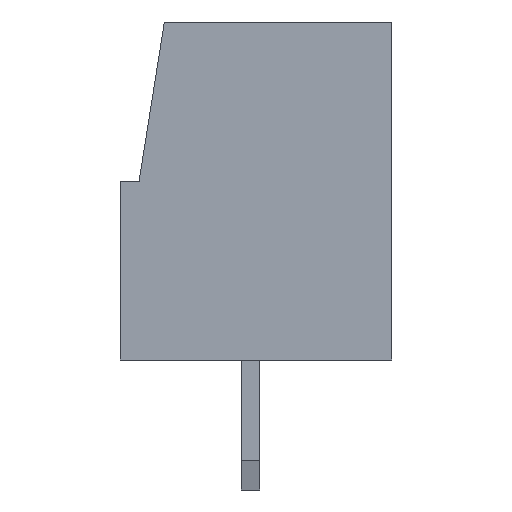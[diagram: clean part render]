
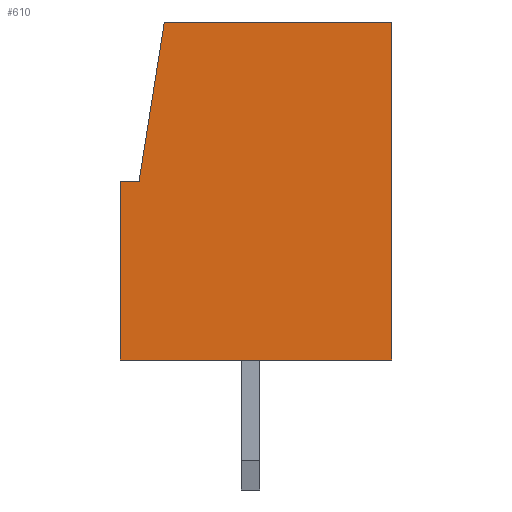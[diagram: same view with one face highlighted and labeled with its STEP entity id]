
A CAD part, left-side view. The second image highlights one B-rep face of the part: STEP entity #610.
In plain terms, the highlighted planar face has unit normal (-1, 0, 0).
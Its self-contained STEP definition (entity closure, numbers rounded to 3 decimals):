
#610 = ADVANCED_FACE( '', ( #1278 ), #1279, .F. );
#1278 = FACE_OUTER_BOUND( '', #2043, .T. );
#1279 = PLANE( '', #2044 );
#2043 = EDGE_LOOP( '', ( #3425, #3426, #3427, #3428, #3429, #3430 ) );
#2044 = AXIS2_PLACEMENT_3D( '', #3431, #3432, #3433 );
#3425 = ORIENTED_EDGE( '', *, *, #5308, .T. );
#3426 = ORIENTED_EDGE( '', *, *, #4938, .T. );
#3427 = ORIENTED_EDGE( '', *, *, #4878, .T. );
#3428 = ORIENTED_EDGE( '', *, *, #5309, .T. );
#3429 = ORIENTED_EDGE( '', *, *, #5310, .T. );
#3430 = ORIENTED_EDGE( '', *, *, #5047, .T. );
#3431 = CARTESIAN_POINT( '', ( -1.905, -8.03, -3.632 ) );
#3432 = DIRECTION( '', ( 1., 0., 0. ) );
#3433 = DIRECTION( '', ( 0., 0., 1. ) );
#4878 = EDGE_CURVE( '', #5870, #5871, #5872, .T. );
#4938 = EDGE_CURVE( '', #5964, #5870, #5976, .T. );
#5047 = EDGE_CURVE( '', #6158, #6159, #6160, .T. );
#5308 = EDGE_CURVE( '', #6159, #5964, #6563, .T. );
#5309 = EDGE_CURVE( '', #5871, #6564, #6565, .T. );
#5310 = EDGE_CURVE( '', #6564, #6158, #6566, .T. );
#5870 = VERTEX_POINT( '', #7302 );
#5871 = VERTEX_POINT( '', #7303 );
#5872 = LINE( '', #7304, #7305 );
#5964 = VERTEX_POINT( '', #7437 );
#5976 = LINE( '', #7454, #7455 );
#6158 = VERTEX_POINT( '', #7713 );
#6159 = VERTEX_POINT( '', #7714 );
#6160 = LINE( '', #7715, #7716 );
#6563 = LINE( '', #8326, #8327 );
#6564 = VERTEX_POINT( '', #8328 );
#6565 = LINE( '', #8329, #8330 );
#6566 = LINE( '', #8331, #8332 );
#7302 = CARTESIAN_POINT( '', ( -1.905, -1.181, 9.1 ) );
#7303 = CARTESIAN_POINT( '', ( -1.905, -0.5, 4.8 ) );
#7304 = CARTESIAN_POINT( '', ( -1.905, 0.26, 0. ) );
#7305 = VECTOR( '', #9104, 1000. );
#7437 = CARTESIAN_POINT( '', ( -1.905, -7.3, 9.1 ) );
#7454 = CARTESIAN_POINT( '', ( -1.905, -3.5, 9.1 ) );
#7455 = VECTOR( '', #9165, 1000. );
#7713 = CARTESIAN_POINT( '', ( -1.905, 0., 0. ) );
#7714 = CARTESIAN_POINT( '', ( -1.905, -7.3, 0. ) );
#7715 = CARTESIAN_POINT( '', ( -1.905, -3.5, 0. ) );
#7716 = VECTOR( '', #9269, 1000. );
#8326 = CARTESIAN_POINT( '', ( -1.905, -7.3, 0. ) );
#8327 = VECTOR( '', #9483, 1000. );
#8328 = CARTESIAN_POINT( '', ( -1.905, 0., 4.8 ) );
#8329 = CARTESIAN_POINT( '', ( -1.905, -3.5, 4.8 ) );
#8330 = VECTOR( '', #9484, 1000. );
#8331 = CARTESIAN_POINT( '', ( -1.905, 0., 0. ) );
#8332 = VECTOR( '', #9485, 1000. );
#9104 = DIRECTION( '', ( 0., 0.156, -0.988 ) );
#9165 = DIRECTION( '', ( 0., 1., 0. ) );
#9269 = DIRECTION( '', ( 0., -1., 0. ) );
#9483 = DIRECTION( '', ( 0., 0., 1. ) );
#9484 = DIRECTION( '', ( 0., 1., 0. ) );
#9485 = DIRECTION( '', ( 0., 0., -1. ) );
